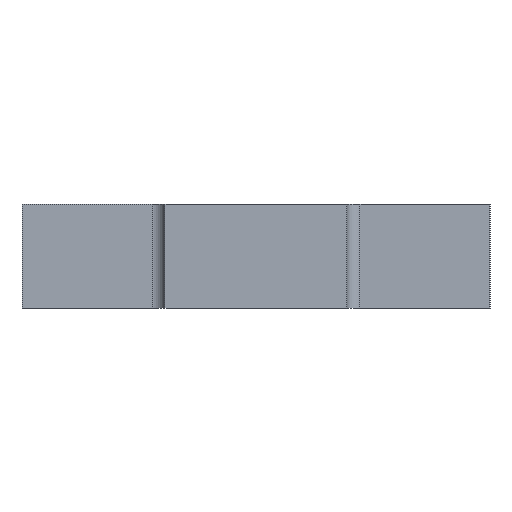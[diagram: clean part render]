
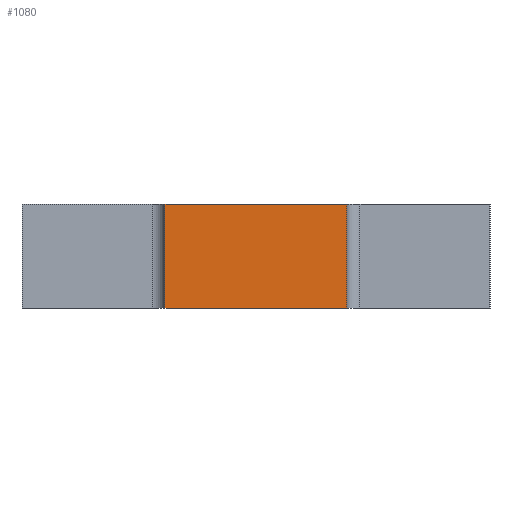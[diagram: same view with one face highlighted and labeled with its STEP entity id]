
A CAD part, left-side view. The second image highlights one B-rep face of the part: STEP entity #1080.
In plain terms, the highlighted planar face has unit normal (-1, 0, 0).
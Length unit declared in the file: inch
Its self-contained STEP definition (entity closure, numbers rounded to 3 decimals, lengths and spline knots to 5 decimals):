
#63=PLANE('',#1214);
#120=FACE_OUTER_BOUND('',#184,.T.);
#184=EDGE_LOOP('',(#913,#914,#915,#916));
#288=LINE('',#1844,#374);
#289=LINE('',#1847,#375);
#290=LINE('',#1849,#376);
#291=LINE('',#1850,#377);
#374=VECTOR('',#1532,0.3937);
#375=VECTOR('',#1535,0.3937);
#376=VECTOR('',#1536,0.3937);
#377=VECTOR('',#1537,0.3937);
#539=VERTEX_POINT('',#1840);
#540=VERTEX_POINT('',#1842);
#541=VERTEX_POINT('',#1846);
#542=VERTEX_POINT('',#1848);
#686=EDGE_CURVE('',#539,#540,#288,.T.);
#687=EDGE_CURVE('',#541,#539,#289,.T.);
#688=EDGE_CURVE('',#542,#540,#290,.T.);
#689=EDGE_CURVE('',#541,#542,#291,.T.);
#913=ORIENTED_EDGE('',*,*,#687,.T.);
#914=ORIENTED_EDGE('',*,*,#686,.T.);
#915=ORIENTED_EDGE('',*,*,#688,.F.);
#916=ORIENTED_EDGE('',*,*,#689,.F.);
#1080=ADVANCED_FACE('',(#120),#63,.T.);
#1214=AXIS2_PLACEMENT_3D('',#1845,#1533,#1534);
#1532=DIRECTION('',(0.,0.,1.));
#1533=DIRECTION('center_axis',(-1.,0.,0.));
#1534=DIRECTION('ref_axis',(0.,-1.,0.));
#1535=DIRECTION('',(0.,-1.,0.));
#1536=DIRECTION('',(0.,-1.,0.));
#1537=DIRECTION('',(0.,0.,1.));
#1840=CARTESIAN_POINT('',(-3.0625,-0.4375,0.));
#1842=CARTESIAN_POINT('',(-3.0625,-0.4375,0.5));
#1844=CARTESIAN_POINT('',(-3.0625,-0.4375,0.));
#1845=CARTESIAN_POINT('Origin',(-3.0625,0.4375,0.));
#1846=CARTESIAN_POINT('',(-3.0625,0.4375,0.));
#1847=CARTESIAN_POINT('',(-3.0625,0.5,0.));
#1848=CARTESIAN_POINT('',(-3.0625,0.4375,0.5));
#1849=CARTESIAN_POINT('',(-3.0625,0.5,0.5));
#1850=CARTESIAN_POINT('',(-3.0625,0.4375,0.));
